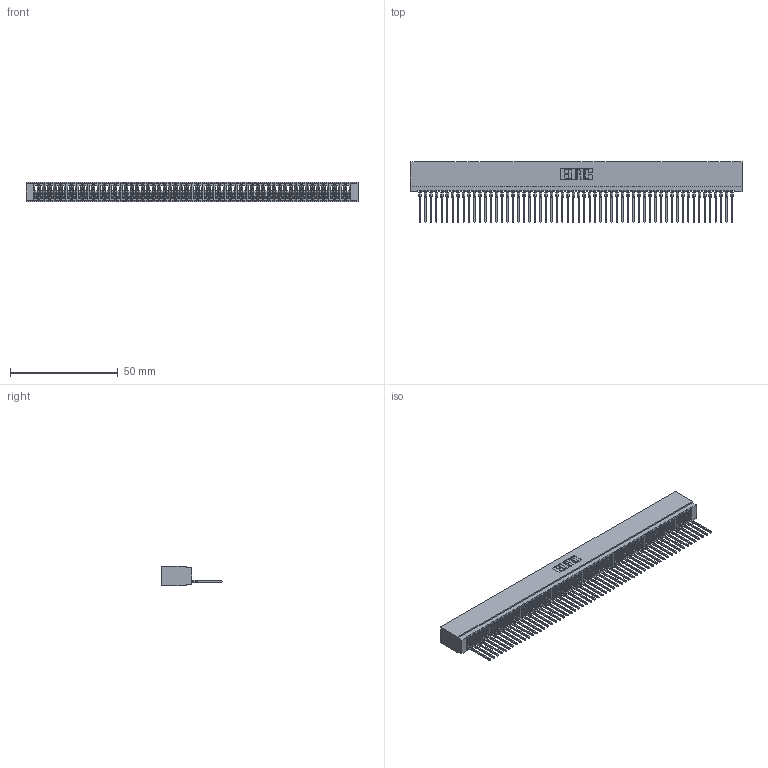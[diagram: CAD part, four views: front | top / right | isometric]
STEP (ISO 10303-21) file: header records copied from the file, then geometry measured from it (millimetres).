
FILE_DESCRIPTION (( 'STEP AP203' ), '1' );
FILE_NAME ('725-058-545-101.STEP', '2026-03-06T00:04:34', ( '' ), ( '' ), 'SwSTEP 2.0', 'SolidWorks 2023', '' );
FILE_SCHEMA (( 'CONFIG_CONTROL_DESIGN' ));
Length unit declared in the file: millimetre
Products named in the file (3): 725-058-545-101; 725 Part_Insulator Option - 01; 745-292-001_545
Assembly tree (59 placements, depth 2):
  725-058-545-101
    725 Part_Insulator Option - 01
    745-292-001_545  x58
Bounding box: 153.92 x 28.21 x 8.89 mm (x, y, z)
Volume: 11761.4 mm3; surface area: 23777.3 mm2
Topology: 59 solids, 59 shells, 6591 faces, 18118 edges, 11420 vertices
Faces by surface type: plane 3941, bspline 1160, cylinder 1142, torus 348
Entity records: 93568 total; most frequent: CARTESIAN_POINT 16989, ORIENTED_EDGE 16514, DIRECTION 14299, EDGE_CURVE 8257, VECTOR 7727, LINE 7727, VERTEX_POINT 5264, AXIS2_PLACEMENT_3D 3286
